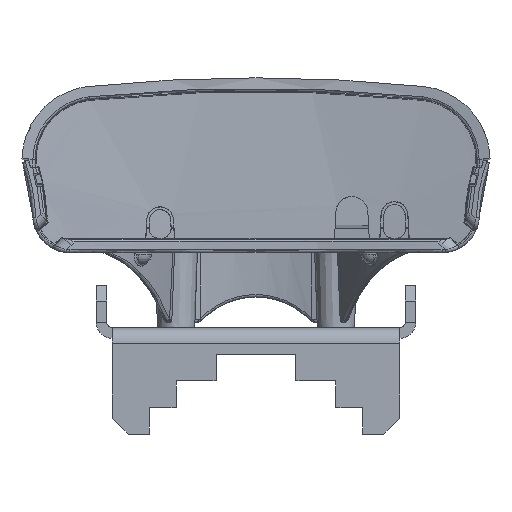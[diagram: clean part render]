
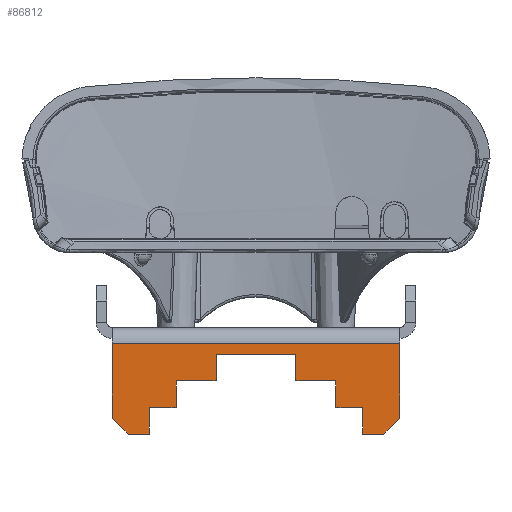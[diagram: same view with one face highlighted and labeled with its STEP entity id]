
A CAD part, front view. The second image highlights one B-rep face of the part: STEP entity #86812.
In plain terms, the highlighted planar face has unit normal (0, -1, 0).
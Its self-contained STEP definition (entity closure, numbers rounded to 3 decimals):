
#830 = LINE ( 'NONE', #9851, #29836 ) ;
#1045 = VERTEX_POINT ( 'NONE', #63116 ) ;
#1395 = VECTOR ( 'NONE', #39911, 1000. ) ;
#4701 = DIRECTION ( 'NONE',  ( 0., 1., 0. ) ) ;
#6737 = DIRECTION ( 'NONE',  ( -1., 0., 0. ) ) ;
#7776 = VERTEX_POINT ( 'NONE', #76405 ) ;
#7810 = VECTOR ( 'NONE', #111526, 1000. ) ;
#8694 = LINE ( 'NONE', #92594, #1395 ) ;
#9851 = CARTESIAN_POINT ( 'NONE',  ( 0., -83., 15. ) ) ;
#11230 = CARTESIAN_POINT ( 'NONE',  ( -15., -83., -27. ) ) ;
#11956 = AXIS2_PLACEMENT_3D ( 'NONE', #15745, #4701, #6737 ) ;
#12753 = VECTOR ( 'NONE', #77848, 1000. ) ;
#13396 = EDGE_CURVE ( 'NONE', #114562, #51143, #81025, .T. ) ;
#13652 = DIRECTION ( 'NONE',  ( -1., 0., 0. ) ) ;
#13859 = CARTESIAN_POINT ( 'NONE',  ( -13., -83., 0. ) ) ;
#14391 = VECTOR ( 'NONE', #115902, 1000. ) ;
#15745 = CARTESIAN_POINT ( 'NONE',  ( 0., -83., 0. ) ) ;
#17295 = EDGE_CURVE ( 'NONE', #1045, #97613, #128405, .T. ) ;
#18885 = CARTESIAN_POINT ( 'NONE',  ( -1., -83., 27. ) ) ;
#19321 = CARTESIAN_POINT ( 'NONE',  ( -8., -83., 7.5 ) ) ;
#19406 = CARTESIAN_POINT ( 'NONE',  ( -18., -83., -20. ) ) ;
#19543 = EDGE_CURVE ( 'NONE', #109416, #84615, #113303, .T. ) ;
#20107 = EDGE_CURVE ( 'NONE', #46878, #41783, #113811, .T. ) ;
#21446 = LINE ( 'NONE', #94268, #113994 ) ;
#22696 = ORIENTED_EDGE ( 'NONE', *, *, #20107, .T. ) ;
#26149 = VERTEX_POINT ( 'NONE', #78023 ) ;
#29378 = DIRECTION ( 'NONE',  ( 1., 0., 0. ) ) ;
#29388 = VERTEX_POINT ( 'NONE', #64127 ) ;
#29836 = VECTOR ( 'NONE', #75015, 1000. ) ;
#31527 = LINE ( 'NONE', #86286, #78942 ) ;
#31766 = CARTESIAN_POINT ( 'NONE',  ( -15., -83., -27. ) ) ;
#32861 = DIRECTION ( 'NONE',  ( -1., 0., 0. ) ) ;
#33365 = ORIENTED_EDGE ( 'NONE', *, *, #122509, .T. ) ;
#34255 = CARTESIAN_POINT ( 'NONE',  ( -18., -83., 24. ) ) ;
#35044 = VECTOR ( 'NONE', #134797, 1000. ) ;
#35377 = ORIENTED_EDGE ( 'NONE', *, *, #97136, .T. ) ;
#35425 = VERTEX_POINT ( 'NONE', #19321 ) ;
#35555 = CARTESIAN_POINT ( 'NONE',  ( 0., -83., 27. ) ) ;
#36885 = ORIENTED_EDGE ( 'NONE', *, *, #104026, .T. ) ;
#39911 = DIRECTION ( 'NONE',  ( 0., 0., -1. ) ) ;
#40160 = DIRECTION ( 'NONE',  ( 0.707, 0., -0.707 ) ) ;
#41594 = VERTEX_POINT ( 'NONE', #18885 ) ;
#41783 = VERTEX_POINT ( 'NONE', #136725 ) ;
#42886 = VECTOR ( 'NONE', #106229, 1000. ) ;
#43539 = ORIENTED_EDGE ( 'NONE', *, *, #17295, .T. ) ;
#43649 = DIRECTION ( 'NONE',  ( -1., 0., 0. ) ) ;
#44386 = LINE ( 'NONE', #13859, #54798 ) ;
#44861 = CARTESIAN_POINT ( 'NONE',  ( 0., -83., -15. ) ) ;
#45256 = LINE ( 'NONE', #35555, #12753 ) ;
#46878 = VERTEX_POINT ( 'NONE', #68558 ) ;
#48040 = CARTESIAN_POINT ( 'NONE',  ( -18., -83., 20. ) ) ;
#49937 = DIRECTION ( 'NONE',  ( 0., 0., -1. ) ) ;
#50708 = DIRECTION ( 'NONE',  ( 0., 0., -1. ) ) ;
#50912 = EDGE_CURVE ( 'NONE', #35425, #46878, #124298, .T. ) ;
#51143 = VERTEX_POINT ( 'NONE', #114568 ) ;
#52141 = ORIENTED_EDGE ( 'NONE', *, *, #102141, .T. ) ;
#52596 = ORIENTED_EDGE ( 'NONE', *, *, #13396, .T. ) ;
#54798 = VECTOR ( 'NONE', #99152, 1000. ) ;
#55834 = EDGE_CURVE ( 'NONE', #97613, #114562, #31527, .T. ) ;
#56402 = VECTOR ( 'NONE', #86736, 1000. ) ;
#59420 = VERTEX_POINT ( 'NONE', #65036 ) ;
#59759 = CARTESIAN_POINT ( 'NONE',  ( -8., -83., -15. ) ) ;
#60009 = ORIENTED_EDGE ( 'NONE', *, *, #107133, .T. ) ;
#60163 = LINE ( 'NONE', #90060, #7810 ) ;
#60319 = LINE ( 'NONE', #70767, #120757 ) ;
#61107 = CARTESIAN_POINT ( 'NONE',  ( -3., -83., 0. ) ) ;
#62188 = EDGE_CURVE ( 'NONE', #41783, #106348, #99399, .T. ) ;
#63116 = CARTESIAN_POINT ( 'NONE',  ( -15., -83., 27. ) ) ;
#63922 = CARTESIAN_POINT ( 'NONE',  ( -18., -83., 24. ) ) ;
#64127 = CARTESIAN_POINT ( 'NONE',  ( -18., -83., -24. ) ) ;
#65036 = CARTESIAN_POINT ( 'NONE',  ( -8., -83., 15. ) ) ;
#65947 = LINE ( 'NONE', #67309, #56402 ) ;
#66893 = EDGE_CURVE ( 'NONE', #7776, #133075, #21446, .T. ) ;
#67309 = CARTESIAN_POINT ( 'NONE',  ( -13., -83., 0. ) ) ;
#68558 = CARTESIAN_POINT ( 'NONE',  ( -3., -83., 7.5 ) ) ;
#70072 = ORIENTED_EDGE ( 'NONE', *, *, #73328, .T. ) ;
#70616 = DIRECTION ( 'NONE',  ( 1., 0., 0. ) ) ;
#70666 = EDGE_LOOP ( 'NONE', ( #35377, #36885, #100005, #106288, #33365, #43539, #91609, #52596, #52141, #70072, #82287, #124188, #22696, #80494, #60009, #95331, #86606, #74377 ) ) ;
#70767 = CARTESIAN_POINT ( 'NONE',  ( -8., -83., 0. ) ) ;
#73328 = EDGE_CURVE ( 'NONE', #26149, #59420, #830, .T. ) ;
#73834 = DIRECTION ( 'NONE',  ( 0., 0., -1. ) ) ;
#74377 = ORIENTED_EDGE ( 'NONE', *, *, #66893, .T. ) ;
#74581 = EDGE_CURVE ( 'NONE', #41594, #84615, #60163, .T. ) ;
#75015 = DIRECTION ( 'NONE',  ( 1., 0., 0. ) ) ;
#75834 = CARTESIAN_POINT ( 'NONE',  ( 0., -83., -7.5 ) ) ;
#76260 = VECTOR ( 'NONE', #50708, 1000. ) ;
#76405 = CARTESIAN_POINT ( 'NONE',  ( -13., -83., -20. ) ) ;
#77848 = DIRECTION ( 'NONE',  ( -1., 0., 0. ) ) ;
#78023 = CARTESIAN_POINT ( 'NONE',  ( -13., -83., 15. ) ) ;
#78942 = VECTOR ( 'NONE', #73834, 1000. ) ;
#80494 = ORIENTED_EDGE ( 'NONE', *, *, #62188, .T. ) ;
#81025 = LINE ( 'NONE', #123320, #125514 ) ;
#82287 = ORIENTED_EDGE ( 'NONE', *, *, #119830, .T. ) ;
#84486 = LINE ( 'NONE', #31766, #96982 ) ;
#84615 = VERTEX_POINT ( 'NONE', #128939 ) ;
#86286 = CARTESIAN_POINT ( 'NONE',  ( -18., -83., 0. ) ) ;
#86606 = ORIENTED_EDGE ( 'NONE', *, *, #130801, .T. ) ;
#86736 = DIRECTION ( 'NONE',  ( 0., 0., -1. ) ) ;
#86802 = VERTEX_POINT ( 'NONE', #122507 ) ;
#86812 = ADVANCED_FACE ( 'NONE', ( #90640 ), #121824, .F. ) ;
#90060 = CARTESIAN_POINT ( 'NONE',  ( -1., -83., -27. ) ) ;
#90640 = FACE_OUTER_BOUND ( 'NONE', #70666, .T. ) ;
#91609 = ORIENTED_EDGE ( 'NONE', *, *, #55834, .T. ) ;
#92410 = CARTESIAN_POINT ( 'NONE',  ( 0., -83., 7.5 ) ) ;
#92488 = CARTESIAN_POINT ( 'NONE',  ( -8., -83., 0. ) ) ;
#92594 = CARTESIAN_POINT ( 'NONE',  ( -18., -83., 0. ) ) ;
#93148 = LINE ( 'NONE', #92488, #35044 ) ;
#94268 = CARTESIAN_POINT ( 'NONE',  ( 0., -83., -20. ) ) ;
#95331 = ORIENTED_EDGE ( 'NONE', *, *, #100326, .T. ) ;
#96982 = VECTOR ( 'NONE', #40160, 1000. ) ;
#97136 = EDGE_CURVE ( 'NONE', #133075, #29388, #8694, .T. ) ;
#97613 = VERTEX_POINT ( 'NONE', #34255 ) ;
#99152 = DIRECTION ( 'NONE',  ( 0., 0., -1. ) ) ;
#99399 = LINE ( 'NONE', #75834, #127047 ) ;
#100005 = ORIENTED_EDGE ( 'NONE', *, *, #19543, .T. ) ;
#100326 = EDGE_CURVE ( 'NONE', #125046, #86802, #126696, .T. ) ;
#102141 = EDGE_CURVE ( 'NONE', #51143, #26149, #44386, .T. ) ;
#104026 = EDGE_CURVE ( 'NONE', #29388, #109416, #84486, .T. ) ;
#104826 = CARTESIAN_POINT ( 'NONE',  ( -8., -83., -7.5 ) ) ;
#106229 = DIRECTION ( 'NONE',  ( -0.707, 0., -0.707 ) ) ;
#106288 = ORIENTED_EDGE ( 'NONE', *, *, #74581, .F. ) ;
#106348 = VERTEX_POINT ( 'NONE', #104826 ) ;
#107133 = EDGE_CURVE ( 'NONE', #106348, #125046, #60319, .T. ) ;
#109416 = VERTEX_POINT ( 'NONE', #11230 ) ;
#111526 = DIRECTION ( 'NONE',  ( 0., 0., -1. ) ) ;
#113303 = LINE ( 'NONE', #134813, #127113 ) ;
#113811 = LINE ( 'NONE', #61107, #76260 ) ;
#113994 = VECTOR ( 'NONE', #43649, 1000. ) ;
#114562 = VERTEX_POINT ( 'NONE', #48040 ) ;
#114568 = CARTESIAN_POINT ( 'NONE',  ( -13., -83., 20. ) ) ;
#115902 = DIRECTION ( 'NONE',  ( 1., 0., 0. ) ) ;
#119830 = EDGE_CURVE ( 'NONE', #59420, #35425, #93148, .T. ) ;
#120757 = VECTOR ( 'NONE', #49937, 1000. ) ;
#121154 = VECTOR ( 'NONE', #13652, 1000. ) ;
#121824 = PLANE ( 'NONE',  #11956 ) ;
#122507 = CARTESIAN_POINT ( 'NONE',  ( -13., -83., -15. ) ) ;
#122509 = EDGE_CURVE ( 'NONE', #41594, #1045, #45256, .T. ) ;
#123320 = CARTESIAN_POINT ( 'NONE',  ( 0., -83., 20. ) ) ;
#124188 = ORIENTED_EDGE ( 'NONE', *, *, #50912, .T. ) ;
#124298 = LINE ( 'NONE', #92410, #14391 ) ;
#125046 = VERTEX_POINT ( 'NONE', #59759 ) ;
#125514 = VECTOR ( 'NONE', #70616, 1000. ) ;
#126696 = LINE ( 'NONE', #44861, #121154 ) ;
#127047 = VECTOR ( 'NONE', #32861, 1000. ) ;
#127113 = VECTOR ( 'NONE', #29378, 1000. ) ;
#128405 = LINE ( 'NONE', #63922, #42886 ) ;
#128939 = CARTESIAN_POINT ( 'NONE',  ( -1., -83., -27. ) ) ;
#130801 = EDGE_CURVE ( 'NONE', #86802, #7776, #65947, .T. ) ;
#133075 = VERTEX_POINT ( 'NONE', #19406 ) ;
#134797 = DIRECTION ( 'NONE',  ( 0., 0., -1. ) ) ;
#134813 = CARTESIAN_POINT ( 'NONE',  ( 0., -83., -27. ) ) ;
#136725 = CARTESIAN_POINT ( 'NONE',  ( -3., -83., -7.5 ) ) ;
